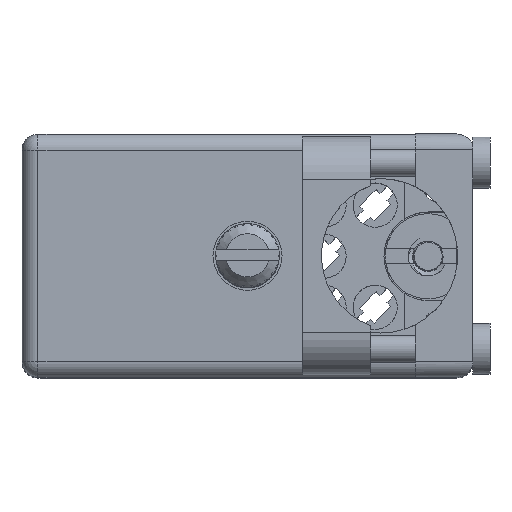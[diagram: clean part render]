
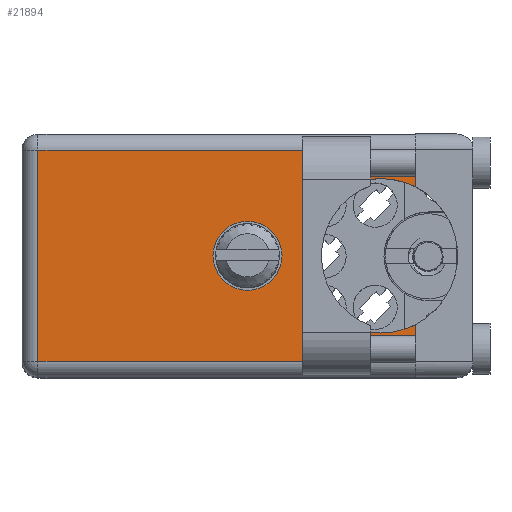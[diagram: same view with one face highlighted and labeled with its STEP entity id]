
A CAD part, top view. The second image highlights one B-rep face of the part: STEP entity #21894.
In plain terms, the highlighted face is planar.
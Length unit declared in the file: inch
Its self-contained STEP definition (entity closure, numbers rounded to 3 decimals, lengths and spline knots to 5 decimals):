
#3064 = LINE ( 'NONE', #119929, #129308 ) ;
#8882 = CIRCLE ( 'NONE', #110577, 0.227 ) ;
#11194 = CARTESIAN_POINT ( 'NONE',  ( 1.053, 0.906, -0.3575 ) ) ;
#13374 = VECTOR ( 'NONE', #45295, 39.37008 ) ;
#20346 = AXIS2_PLACEMENT_3D ( 'NONE', #50281, #108263, #90856 ) ;
#21445 = DIRECTION ( 'NONE',  ( 0., 0., 1. ) ) ;
#21894 = ADVANCED_FACE ( 'NONE', ( #83687, #128149 ), #157143, .T. ) ;
#24603 = VERTEX_POINT ( 'NONE', #170970 ) ;
#27290 = ORIENTED_EDGE ( 'NONE', *, *, #164005, .F. ) ;
#27592 = DIRECTION ( 'NONE',  ( 0., 1., 0. ) ) ;
#28990 = ORIENTED_EDGE ( 'NONE', *, *, #95569, .F. ) ;
#29453 = ORIENTED_EDGE ( 'NONE', *, *, #87173, .F. ) ;
#30151 = EDGE_CURVE ( 'NONE', #41381, #179061, #90634, .T. ) ;
#35969 = DIRECTION ( 'NONE',  ( 0., 1., 0. ) ) ;
#38389 = VERTEX_POINT ( 'NONE', #143605 ) ;
#41381 = VERTEX_POINT ( 'NONE', #98915 ) ;
#42761 = CIRCLE ( 'NONE', #187732, 0.1015 ) ;
#45077 = DIRECTION ( 'NONE',  ( 0., 0., 1. ) ) ;
#45295 = DIRECTION ( 'NONE',  ( 0., 0., 1. ) ) ;
#46340 = ORIENTED_EDGE ( 'NONE', *, *, #165765, .F. ) ;
#46985 = CARTESIAN_POINT ( 'NONE',  ( 0.6625, 0.906, -0.3575 ) ) ;
#50281 = CARTESIAN_POINT ( 'NONE',  ( 1.053, 0.906, -0.3575 ) ) ;
#51992 = CARTESIAN_POINT ( 'NONE',  ( 1.155, 0.906, -0.047 ) ) ;
#52810 = VERTEX_POINT ( 'NONE', #123078 ) ;
#52936 = DIRECTION ( 'NONE',  ( 1., 0., 0. ) ) ;
#56906 = DIRECTION ( 'NONE',  ( -1., 0., 0. ) ) ;
#60667 = ORIENTED_EDGE ( 'NONE', *, *, #155003, .T. ) ;
#61708 = VERTEX_POINT ( 'NONE', #175054 ) ;
#61983 = AXIS2_PLACEMENT_3D ( 'NONE', #129083, #159998, #187131 ) ;
#63441 = CIRCLE ( 'NONE', #109743, 0.227 ) ;
#65860 = CARTESIAN_POINT ( 'NONE',  ( 1.053, 0.906, -0.3575 ) ) ;
#68548 = LINE ( 'NONE', #70437, #106794 ) ;
#70107 = DIRECTION ( 'NONE',  ( 0., 0., 1. ) ) ;
#70437 = CARTESIAN_POINT ( 'NONE',  ( 0., 0.906, -0.668 ) ) ;
#76530 = VERTEX_POINT ( 'NONE', #122353 ) ;
#83687 = FACE_OUTER_BOUND ( 'NONE', #103405, .T. ) ;
#87173 = EDGE_CURVE ( 'NONE', #134558, #61708, #63441, .T. ) ;
#90634 = LINE ( 'NONE', #117747, #13374 ) ;
#90856 = DIRECTION ( 'NONE',  ( 0., 0., 1. ) ) ;
#95569 = EDGE_CURVE ( 'NONE', #159288, #164957, #165413, .T. ) ;
#98915 = CARTESIAN_POINT ( 'NONE',  ( 0.047, 0.906, -0.668 ) ) ;
#103405 = EDGE_LOOP ( 'NONE', ( #156901, #168907, #139225, #60667, #46340, #29453, #27290, #28990 ) ) ;
#105734 = AXIS2_PLACEMENT_3D ( 'NONE', #46985, #178397, #45077 ) ;
#106794 = VECTOR ( 'NONE', #56906, 39.37008 ) ;
#108263 = DIRECTION ( 'NONE',  ( 0., 1., 0. ) ) ;
#108311 = DIRECTION ( 'NONE',  ( 0., 0., 1. ) ) ;
#109743 = AXIS2_PLACEMENT_3D ( 'NONE', #65860, #136376, #138293 ) ;
#110577 = AXIS2_PLACEMENT_3D ( 'NONE', #11194, #27592, #70107 ) ;
#116321 = CARTESIAN_POINT ( 'NONE',  ( 1.155, 0.906, -0.56029 ) ) ;
#117747 = CARTESIAN_POINT ( 'NONE',  ( 0.047, 0.906, -0.715 ) ) ;
#119929 = CARTESIAN_POINT ( 'NONE',  ( 1.155, 0.906, 0. ) ) ;
#122353 = CARTESIAN_POINT ( 'NONE',  ( 1.155, 0.906, -0.047 ) ) ;
#123078 = CARTESIAN_POINT ( 'NONE',  ( 0.6625, 0.906, -0.459 ) ) ;
#128149 = FACE_BOUND ( 'NONE', #174999, .T. ) ;
#129083 = CARTESIAN_POINT ( 'NONE',  ( 0., 0.906, -0.715 ) ) ;
#129308 = VECTOR ( 'NONE', #108311, 39.37008 ) ;
#132894 = DIRECTION ( 'NONE',  ( 0., 0., 1. ) ) ;
#134558 = VERTEX_POINT ( 'NONE', #177067 ) ;
#136376 = DIRECTION ( 'NONE',  ( 0., 1., 0. ) ) ;
#137536 = VECTOR ( 'NONE', #52936, 39.37008 ) ;
#138293 = DIRECTION ( 'NONE',  ( 0., 0., 1. ) ) ;
#138944 = CARTESIAN_POINT ( 'NONE',  ( 0.047, 0.906, -0.047 ) ) ;
#139225 = ORIENTED_EDGE ( 'NONE', *, *, #30151, .T. ) ;
#143605 = CARTESIAN_POINT ( 'NONE',  ( 1.155, 0.906, -0.668 ) ) ;
#152316 = EDGE_CURVE ( 'NONE', #38389, #41381, #68548, .T. ) ;
#155003 = EDGE_CURVE ( 'NONE', #179061, #76530, #185330, .T. ) ;
#156901 = ORIENTED_EDGE ( 'NONE', *, *, #167918, .F. ) ;
#157143 = PLANE ( 'NONE',  #61983 ) ;
#159288 = VERTEX_POINT ( 'NONE', #116321 ) ;
#159957 = CARTESIAN_POINT ( 'NONE',  ( 1.053, 0.906, -0.5845 ) ) ;
#159998 = DIRECTION ( 'NONE',  ( 0., 1., 0. ) ) ;
#164005 = EDGE_CURVE ( 'NONE', #164957, #134558, #8882, .T. ) ;
#164538 = EDGE_CURVE ( 'NONE', #24603, #52810, #42761, .T. ) ;
#164957 = VERTEX_POINT ( 'NONE', #159957 ) ;
#165413 = CIRCLE ( 'NONE', #20346, 0.227 ) ;
#165765 = EDGE_CURVE ( 'NONE', #61708, #76530, #179290, .T. ) ;
#166184 = VECTOR ( 'NONE', #132894, 39.37008 ) ;
#167918 = EDGE_CURVE ( 'NONE', #38389, #159288, #3064, .T. ) ;
#168311 = CARTESIAN_POINT ( 'NONE',  ( 0.6625, 0.906, -0.3575 ) ) ;
#168907 = ORIENTED_EDGE ( 'NONE', *, *, #152316, .T. ) ;
#170970 = CARTESIAN_POINT ( 'NONE',  ( 0.6625, 0.906, -0.256 ) ) ;
#173625 = CIRCLE ( 'NONE', #105734, 0.1015 ) ;
#174999 = EDGE_LOOP ( 'NONE', ( #176086, #186403 ) ) ;
#175054 = CARTESIAN_POINT ( 'NONE',  ( 1.155, 0.906, -0.15471 ) ) ;
#176086 = ORIENTED_EDGE ( 'NONE', *, *, #164538, .F. ) ;
#177067 = CARTESIAN_POINT ( 'NONE',  ( 1.053, 0.906, -0.1305 ) ) ;
#178397 = DIRECTION ( 'NONE',  ( 0., 1., 0. ) ) ;
#179061 = VERTEX_POINT ( 'NONE', #138944 ) ;
#179290 = LINE ( 'NONE', #180248, #166184 ) ;
#180248 = CARTESIAN_POINT ( 'NONE',  ( 1.155, 0.906, 0. ) ) ;
#185330 = LINE ( 'NONE', #51992, #137536 ) ;
#186403 = ORIENTED_EDGE ( 'NONE', *, *, #187904, .F. ) ;
#187131 = DIRECTION ( 'NONE',  ( 0., 0., 1. ) ) ;
#187732 = AXIS2_PLACEMENT_3D ( 'NONE', #168311, #35969, #21445 ) ;
#187904 = EDGE_CURVE ( 'NONE', #52810, #24603, #173625, .T. ) ;
